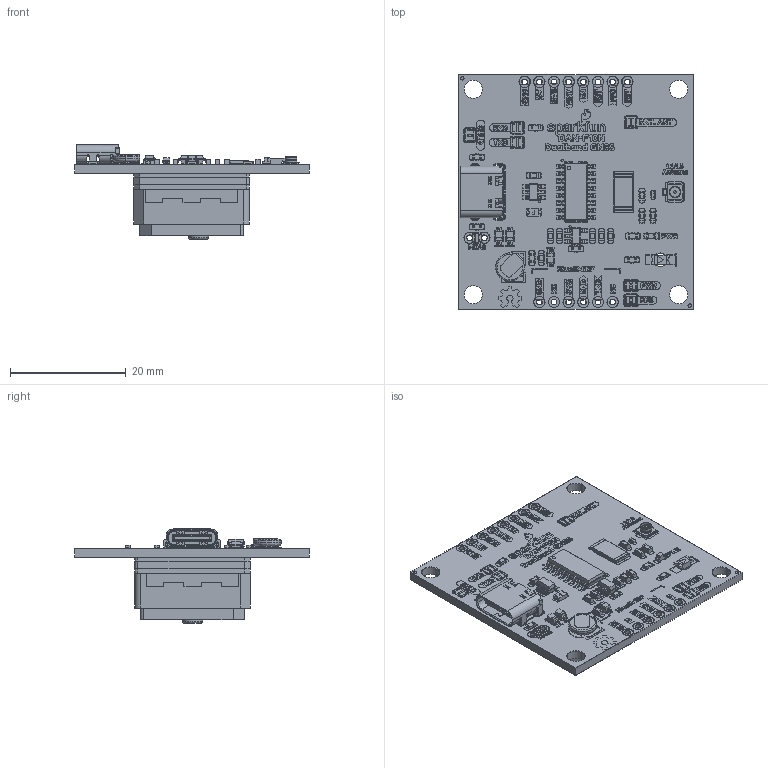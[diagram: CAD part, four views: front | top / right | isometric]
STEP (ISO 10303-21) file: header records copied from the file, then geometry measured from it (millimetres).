
FILE_DESCRIPTION(('KiCad electronic assembly'),'2;1');
FILE_NAME('SparkFun_GNSS_DAN-F10N.step','2025-07-13T14:38:48',('Pcbnew') ,('Kicad'),'Open CASCADE STEP processor 7.8','KiCad to STEP converter' ,'Unknown');
FILE_SCHEMA(('AUTOMOTIVE_DESIGN { 1 0 10303 214 1 1 1 1 }'));
Length unit declared in the file: millimetre
Products named in the file (38): SparkFun_GNSS_DAN-F10N 1; C_0603_1608Metric; USB-C_16; USB4105GFA_USB4105GFA; D_SOD-323; R_0603_1608Metric; LED_0603_1608Metric_Red; C_0402_1005Metric; SOT-23-5; Fuse_0805_2012Metric; R_2512_6332Metric; SO-16_3.9x9.9mm_P1.27mm; U.FL; SOT-23-6; XH414H-IV01E; Kathode; isolator; cleme; Anode; Pads; Negative; Positive; LED_1206_3216Metric_Castellated_Green; DAN-F10N_AntennaModule; DAN_TAO_Taoglas_Antenna; DAN_TAO_DAN-F10N_Interposer_DAN-F10N_Interposer; DAN_TAO_DAN-F10N_Interposer_DAN-F10N_Interposer_BOARD; DAN_TAO_DAN-F10N_Eiplus_Main_Board_DAN-F10N_Eiplus_Main_Board; DAN_TAO_DAN-F10N_Eiplus_Main_Board_DAN-F10N_Eiplus_Main_Board_BOARD; DAN_TAO_Layer_Bottom 
Layer_DAN-F10N_Eiplus_Main_Board_DAN-F10N_Eiplus_Main_Board.sldasm; DAN_TAO_Bottom 
Layer_DAN-F10N_Eiplus_Main_Board_DAN-F10N_Eiplus_Main_Board.sldasm_0; DAN_TAO_Bottom 
Layer_DAN-F10N_Eiplus_Main_Board_DAN-F10N_Eiplus_Main_Board.sldasm_1; DAN_TAO_Layer_Bottom 
SolderMask_DAN-F10N_Eiplus_Main_Board_DAN-F10N_Eiplus_Main_Board.sldasm; DAN_TAO_Bottom 
SolderMask_DAN-F10N_Eiplus_Main_Board_DAN-F10N_Eiplus_Main_Board.sldasm_
0; SparkFun_GNSS_DAN-F10N_pad; SparkFun_GNSS_DAN-F10N_silkscreen; SparkFun_GNSS_DAN-F10N_soldermask; SparkFun_GNSS_DAN-F10N_PCB
Assembly tree (54 placements, depth 5):
  SparkFun_GNSS_DAN-F10N 1
    C_0603_1608Metric  x10
    USB-C_16
      USB4105GFA_USB4105GFA
    D_SOD-323  x3
    R_0603_1608Metric  x7
    LED_0603_1608Metric_Red
    C_0402_1005Metric
    SOT-23-5
    Fuse_0805_2012Metric
    R_2512_6332Metric
    SO-16_3.9x9.9mm_P1.27mm
    U.FL
    SOT-23-6
    XH414H-IV01E
      Kathode
        isolator
        cleme
      Anode
      Pads
        Negative
        Positive
    LED_1206_3216Metric_Castellated_Green
    DAN-F10N_AntennaModule
      DAN_TAO_Taoglas_Antenna
      DAN_TAO_DAN-F10N_Interposer_DAN-F10N_Interposer
        DAN_TAO_DAN-F10N_Interposer_DAN-F10N_Interposer_BOARD
      DAN_TAO_DAN-F10N_Eiplus_Main_Board_DAN-F10N_Eiplus_Main_Board
        DAN_TAO_DAN-F10N_Eiplus_Main_Board_DAN-F10N_Eiplus_Main_Board_BOARD
        DAN_TAO_Layer_Bottom 
Layer_DAN-F10N_Eiplus_Main_Board_DAN-F10N_Eiplus_Main_Board.sldasm
          DAN_TAO_Bottom 
Layer_DAN-F10N_Eiplus_Main_Board_DAN-F10N_Eiplus_Main_Board.sldasm_0
          DAN_TAO_Bottom 
Layer_DAN-F10N_Eiplus_Main_Board_DAN-F10N_Eiplus_Main_Board.sldasm_1
        DAN_TAO_Layer_Bottom 
SolderMask_DAN-F10N_Eiplus_Main_Board_DAN-F10N_Eiplus_Main_Board.sldasm
          DAN_TAO_Bottom 
SolderMask_DAN-F10N_Eiplus_Main_Board_DAN-F10N_Eiplus_Main_Board.sldasm_
0
    SparkFun_GNSS_DAN-F10N_pad
    SparkFun_GNSS_DAN-F10N_silkscreen
    SparkFun_GNSS_DAN-F10N_soldermask
    SparkFun_GNSS_DAN-F10N_PCB
Bounding box: 40.64 x 40.64 x 16.3 mm (x, y, z)
Volume: 6488.4 mm3; surface area: 14587 mm2
Topology: 383 solids, 605 shells, 6403 faces, 24231 edges, 18839 vertices
Faces by surface type: plane 5243, cylinder 934, bspline 158, cone 67, sphere 1
Full cylindrical faces by diameter (mm): 0.4 x1, 0.5 x4, 0.65 x2, 0.8 x3, 0.966 x48, 1 x1, 1.016 x32, 1.8 x1, 1.88 x32, 1.92 x1, 2 x2, 2.3 x1, 3.1 x4, 3.5 x2
Entity records: 253625 total; most frequent: CARTESIAN_POINT 47904, DIRECTION 37335, ORIENTED_EDGE 37172, EDGE_CURVE 22862, LINE 19667, VECTOR 19667, VERTEX_POINT 17959, AXIS2_PLACEMENT_3D 8834
